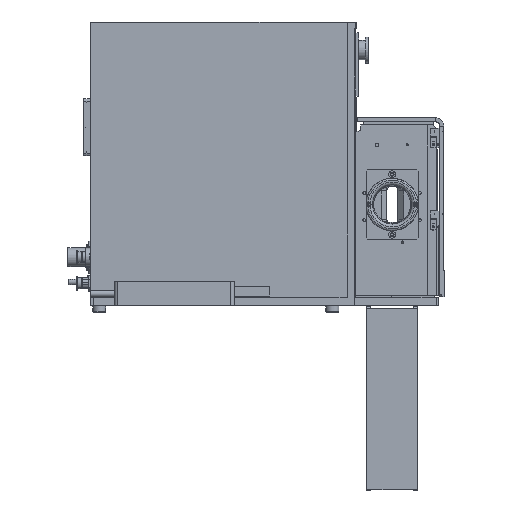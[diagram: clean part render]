
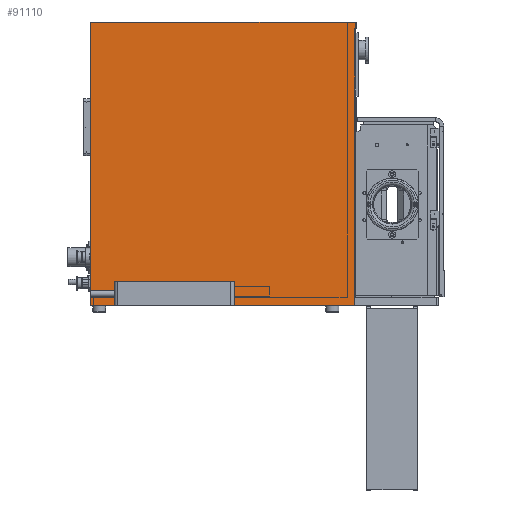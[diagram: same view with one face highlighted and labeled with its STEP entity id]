
A CAD part, left-side view. The second image highlights one B-rep face of the part: STEP entity #91110.
In plain terms, the highlighted planar face has unit normal (-1, 0, 0).
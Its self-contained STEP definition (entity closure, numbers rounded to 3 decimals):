
#5314=CIRCLE('',#95705,2.);
#5315=CIRCLE('',#95707,2.);
#8259=FACE_OUTER_BOUND('',#13384,.T.);
#13384=EDGE_LOOP('',(#65225,#65226,#65227,#65228,#65229,#65230,#65231,#65232));
#20962=LINE('',#133490,#29850);
#20969=LINE('',#133503,#29857);
#20976=LINE('',#133518,#29864);
#20981=LINE('',#133526,#29869);
#20989=LINE('',#133542,#29877);
#20993=LINE('',#133558,#29881);
#29850=VECTOR('',#104909,385.5);
#29857=VECTOR('',#104920,411.5);
#29864=VECTOR('',#104929,2.5);
#29869=VECTOR('',#104936,403.5);
#29877=VECTOR('',#104954,8.);
#29881=VECTOR('',#104974,384.);
#38317=VERTEX_POINT('',#133487);
#38318=VERTEX_POINT('',#133489);
#38322=VERTEX_POINT('',#133502);
#38328=VERTEX_POINT('',#133515);
#38329=VERTEX_POINT('',#133517);
#38334=VERTEX_POINT('',#133540);
#38337=VERTEX_POINT('',#133553);
#38338=VERTEX_POINT('',#133557);
#48292=EDGE_CURVE('',#38317,#38318,#20962,.T.);
#48299=EDGE_CURVE('',#38318,#38322,#20969,.T.);
#48306=EDGE_CURVE('',#38329,#38328,#20976,.T.);
#48311=EDGE_CURVE('',#38317,#38329,#20981,.T.);
#48320=EDGE_CURVE('',#38334,#38328,#20989,.T.);
#48326=EDGE_CURVE('',#38337,#38334,#5314,.T.);
#48327=EDGE_CURVE('',#38338,#38337,#20993,.T.);
#48328=EDGE_CURVE('',#38322,#38338,#5315,.T.);
#65225=ORIENTED_EDGE('',*,*,#48306,.T.);
#65226=ORIENTED_EDGE('',*,*,#48320,.F.);
#65227=ORIENTED_EDGE('',*,*,#48326,.F.);
#65228=ORIENTED_EDGE('',*,*,#48327,.F.);
#65229=ORIENTED_EDGE('',*,*,#48328,.F.);
#65230=ORIENTED_EDGE('',*,*,#48299,.F.);
#65231=ORIENTED_EDGE('',*,*,#48292,.F.);
#65232=ORIENTED_EDGE('',*,*,#48311,.T.);
#82541=PLANE('',#95706);
#91110=ADVANCED_FACE('',(#8259),#82541,.F.);
#95705=AXIS2_PLACEMENT_3D('',#133555,#104970,#104971);
#95706=AXIS2_PLACEMENT_3D('',#133556,#104972,#104973);
#95707=AXIS2_PLACEMENT_3D('',#133559,#104975,#104976);
#104909=DIRECTION('',(0.,1.,0.));
#104920=DIRECTION('',(0.,0.,1.));
#104929=DIRECTION('',(0.,-1.,0.));
#104936=DIRECTION('',(0.,0.,1.));
#104954=DIRECTION('',(0.,0.,-1.));
#104970=DIRECTION('center_axis',(1.,0.,0.));
#104971=DIRECTION('ref_axis',(0.,-0.707,0.707));
#104972=DIRECTION('center_axis',(1.,0.,0.));
#104973=DIRECTION('ref_axis',(0.,1.,0.));
#104974=DIRECTION('',(0.,-1.,0.));
#104975=DIRECTION('center_axis',(1.,0.,0.));
#104976=DIRECTION('ref_axis',(0.,0.707,0.707));
#133487=CARTESIAN_POINT('',(-1.168,121.414,0.2));
#133489=CARTESIAN_POINT('',(-1.168,506.914,0.2));
#133490=CARTESIAN_POINT('',(-1.168,118.914,0.2));
#133502=CARTESIAN_POINT('',(-1.168,506.914,411.7));
#133503=CARTESIAN_POINT('',(-1.168,506.914,0.2));
#133515=CARTESIAN_POINT('',(-1.168,118.914,403.7));
#133517=CARTESIAN_POINT('',(-1.168,121.414,403.7));
#133518=CARTESIAN_POINT('',(-1.168,215.914,403.7));
#133526=CARTESIAN_POINT('',(-1.168,121.414,204.45));
#133540=CARTESIAN_POINT('',(-1.168,118.914,411.7));
#133542=CARTESIAN_POINT('',(-1.168,118.914,413.7));
#133553=CARTESIAN_POINT('',(-1.168,120.914,413.7));
#133555=CARTESIAN_POINT('Origin',(-1.168,120.914,411.7));
#133556=CARTESIAN_POINT('Origin',(-1.168,312.914,206.95));
#133557=CARTESIAN_POINT('',(-1.168,504.914,413.7));
#133558=CARTESIAN_POINT('',(-1.168,506.914,413.7));
#133559=CARTESIAN_POINT('Origin',(-1.168,504.914,411.7));
